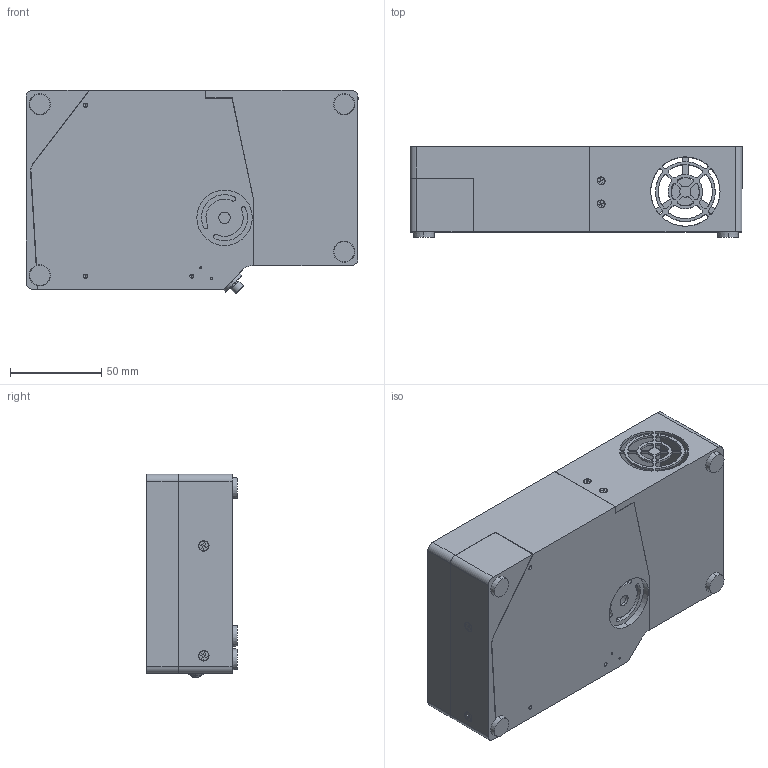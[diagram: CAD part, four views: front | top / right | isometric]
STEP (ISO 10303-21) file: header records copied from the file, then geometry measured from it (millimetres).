
FILE_DESCRIPTION (( 'STEP AP203' ), '1' );
FILE_NAME ('OCEAN NR_CC.STEP', '2025-04-30T22:32:23', ( '' ), ( '' ), 'SwSTEP 2.0', 'SolidWorks 2023', '' );
FILE_SCHEMA (( 'CONFIG_CONTROL_DESIGN' ));
Products named in the file (1): OCEAN NR_CC
Bounding box: 182.33 x 49.77 x 111.72 mm (x, y, z)
Volume: 276613.2 mm3; surface area: 165049 mm2
Topology: 42 solids, 42 shells, 3256 faces, 8961 edges, 5854 vertices
Faces by surface type: plane 1308, cylinder 1122, cone 444, bspline 363, torus 19
Entity records: 123437 total; most frequent: CARTESIAN_POINT 43902, ORIENTED_EDGE 17806, DIRECTION 15549, EDGE_CURVE 8903, VERTEX_POINT 5854, AXIS2_PLACEMENT_3D 5598, VECTOR 4353, LINE 4353
